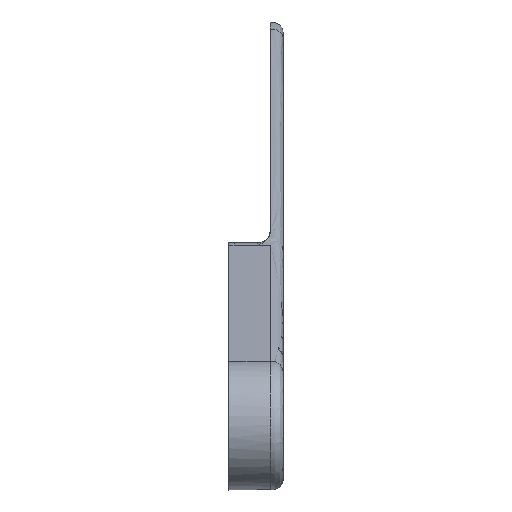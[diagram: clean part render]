
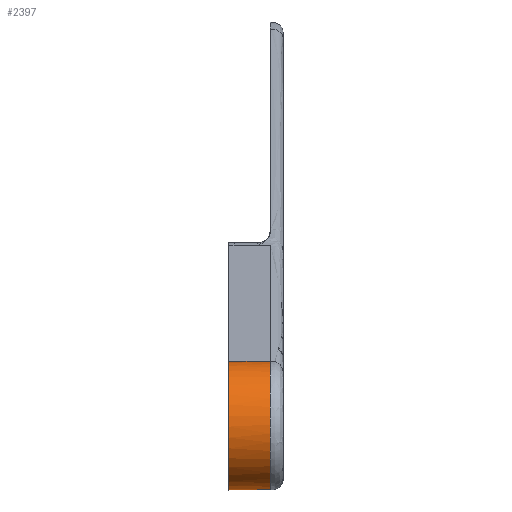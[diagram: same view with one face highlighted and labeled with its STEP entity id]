
A CAD part, left-side view. The second image highlights one B-rep face of the part: STEP entity #2397.
In plain terms, the highlighted cylindrical face has radius 15 mm (diameter 30 mm), a partial arc.
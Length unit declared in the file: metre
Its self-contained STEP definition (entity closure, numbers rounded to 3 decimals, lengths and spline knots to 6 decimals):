
#146=LINE('',#3540,#220);
#147=LINE('',#3544,#221);
#220=VECTOR('',#2782,1.);
#221=VECTOR('',#2785,1.);
#270=CYLINDRICAL_SURFACE('',#2594,0.015);
#310=CIRCLE('',#2595,0.015);
#459=ORIENTED_EDGE('',*,*,#1201,.T.);
#460=ORIENTED_EDGE('',*,*,#1202,.T.);
#461=ORIENTED_EDGE('',*,*,#1203,.F.);
#462=ORIENTED_EDGE('',*,*,#1204,.F.);
#463=ORIENTED_EDGE('',*,*,#1205,.T.);
#464=ORIENTED_EDGE('',*,*,#1206,.T.);
#1201=EDGE_CURVE('',#1571,#1572,#1753,.T.);
#1202=EDGE_CURVE('',#1572,#1573,#1754,.T.);
#1203=EDGE_CURVE('',#1574,#1573,#146,.T.);
#1204=EDGE_CURVE('',#1575,#1574,#310,.T.);
#1205=EDGE_CURVE('',#1575,#1576,#147,.T.);
#1206=EDGE_CURVE('',#1576,#1571,#1755,.T.);
#1571=VERTEX_POINT('',#3533);
#1572=VERTEX_POINT('',#3534);
#1573=VERTEX_POINT('',#3539);
#1574=VERTEX_POINT('',#3541);
#1575=VERTEX_POINT('',#3543);
#1576=VERTEX_POINT('',#3545);
#1753=B_SPLINE_CURVE_WITH_KNOTS('',3,(#3522,#3523,#3524,#3525,#3526,#3527,
#3528,#3529,#3530,#3531,#3532),.UNSPECIFIED.,.F.,.F.,(4,1,1,1,1,1,1,1,4),
(0.020693,0.14052,0.260347,0.380173,
0.5,0.619827,0.739653,0.85948,
0.979307),.UNSPECIFIED.);
#1754=B_SPLINE_CURVE_WITH_KNOTS('',3,(#3535,#3536,#3537,#3538),
 .UNSPECIFIED.,.F.,.F.,(4,4),(0.,1.),.UNSPECIFIED.);
#1755=B_SPLINE_CURVE_WITH_KNOTS('',3,(#3546,#3547,#3548,#3549),
 .UNSPECIFIED.,.F.,.F.,(4,4),(0.,1.),.UNSPECIFIED.);
#1967=EDGE_LOOP('',(#459,#460,#461,#462,#463,#464));
#2170=FACE_BOUND('',#1967,.T.);
#2397=ADVANCED_FACE('',(#2170),#270,.T.);
#2594=AXIS2_PLACEMENT_3D('',#3521,#2780,#2781);
#2595=AXIS2_PLACEMENT_3D('',#3542,#2783,#2784);
#2780=DIRECTION('',(0.,1.,0.));
#2781=DIRECTION('',(0.,0.,1.));
#2782=DIRECTION('',(0.,-1.,0.));
#2783=DIRECTION('',(0.,1.,0.));
#2784=DIRECTION('',(-0.963,0.,-0.271));
#2785=DIRECTION('',(0.,-1.,0.));
#3521=CARTESIAN_POINT('',(0.009327,-0.02525,-0.06765));
#3522=CARTESIAN_POINT('',(0.023376,-0.02525,-0.072905));
#3523=CARTESIAN_POINT('',(0.022277,-0.02525,-0.075843));
#3524=CARTESIAN_POINT('',(0.018178,-0.02525,-0.080998));
#3525=CARTESIAN_POINT('',(0.008655,-0.02525,-0.083653));
#3526=CARTESIAN_POINT('',(-0.000611,-0.02525,-0.080211));
#3527=CARTESIAN_POINT('',(-0.006092,-0.02525,-0.071984));
#3528=CARTESIAN_POINT('',(-0.0057,-0.02525,-0.062107));
#3529=CARTESIAN_POINT('',(0.000416,-0.02525,-0.054341));
#3530=CARTESIAN_POINT('',(0.009927,-0.02525,-0.051645));
#3531=CARTESIAN_POINT('',(0.016112,-0.02525,-0.053909));
#3532=CARTESIAN_POINT('',(0.018581,-0.02525,-0.055845));
#3533=CARTESIAN_POINT('',(0.023377,-0.02525,-0.072905));
#3534=CARTESIAN_POINT('',(0.018581,-0.02525,-0.055844));
#3535=CARTESIAN_POINT('',(0.018581,-0.02525,-0.055845));
#3536=CARTESIAN_POINT('',(0.018581,-0.022417,-0.055845));
#3537=CARTESIAN_POINT('',(0.018581,-0.019583,-0.055845));
#3538=CARTESIAN_POINT('',(0.018581,-0.01675,-0.055845));
#3539=CARTESIAN_POINT('',(0.018581,-0.01675,-0.055845));
#3540=CARTESIAN_POINT('',(0.018581,-0.0155,-0.055845));
#3541=CARTESIAN_POINT('',(0.018581,-0.0155,-0.055845));
#3542=CARTESIAN_POINT('',(0.009327,-0.0155,-0.06765));
#3543=CARTESIAN_POINT('',(0.023376,-0.0155,-0.072905));
#3544=CARTESIAN_POINT('',(0.023376,-0.0155,-0.072905));
#3545=CARTESIAN_POINT('',(0.023376,-0.01675,-0.072905));
#3546=CARTESIAN_POINT('',(0.023376,-0.01675,-0.072905));
#3547=CARTESIAN_POINT('',(0.023376,-0.019583,-0.072905));
#3548=CARTESIAN_POINT('',(0.023376,-0.022417,-0.072905));
#3549=CARTESIAN_POINT('',(0.023376,-0.02525,-0.072905));
